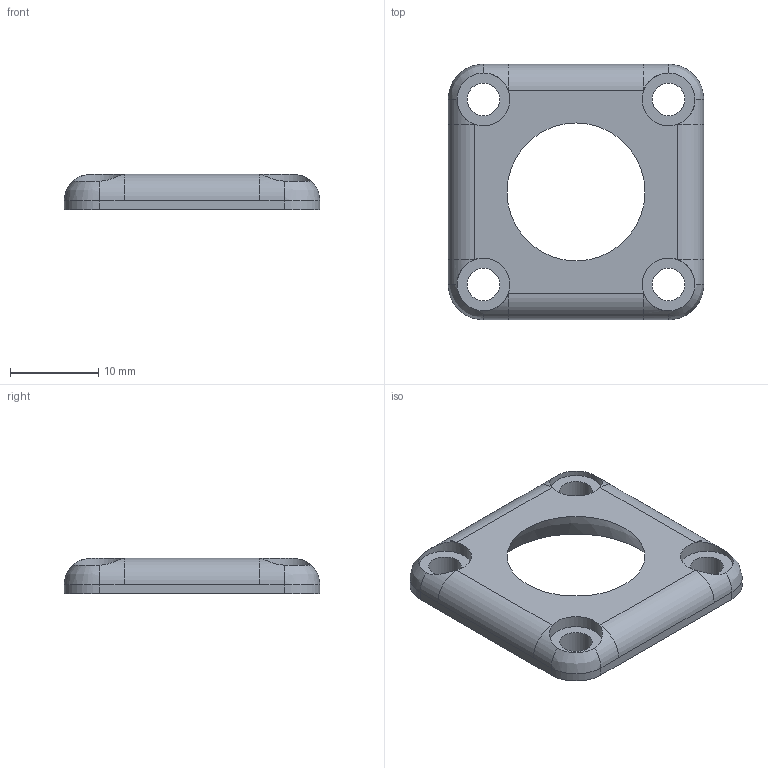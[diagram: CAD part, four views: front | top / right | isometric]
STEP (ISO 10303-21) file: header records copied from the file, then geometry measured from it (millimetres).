
FILE_DESCRIPTION(/* description */ (''),/* implementation_level */ '2;1');
FILE_NAME(/* name */ 'FillamentGuide_Bottom.step',/* time_stamp */ '2021-11-09T21:24:18+01:00',/* author */ (''),/* organization */ (''),/* preprocessor_version */ 'ST-DEVELOPER v18.1',/* originating_system */ 'Autodesk Translation Framework v10.10.0.1391',/* authorisation */ '');
FILE_SCHEMA (('AUTOMOTIVE_DESIGN { 1 0 10303 214 3 1 1 }'));
Length unit declared in the file: millimetre
Products named in the file (1): FillamentGuide
Bounding box: 29 x 29 x 4 mm (x, y, z)
Volume: 1795 mm3; surface area: 1809.6 mm2
Topology: 1 solids, 1 shells, 39 faces, 93 edges, 56 vertices
Faces by surface type: cylinder 24, plane 10, bspline 4, sphere 1
Full cylindrical faces by diameter (mm): 3.7 x4, 6 x4
Entity records: 1257 total; most frequent: CARTESIAN_POINT 293, DIRECTION 206, ORIENTED_EDGE 186, EDGE_CURVE 93, AXIS2_PLACEMENT_3D 85, VERTEX_POINT 56, EDGE_LOOP 49, CIRCLE 49
